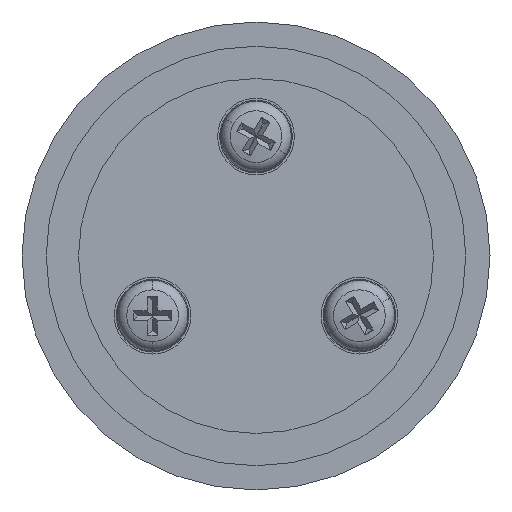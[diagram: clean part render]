
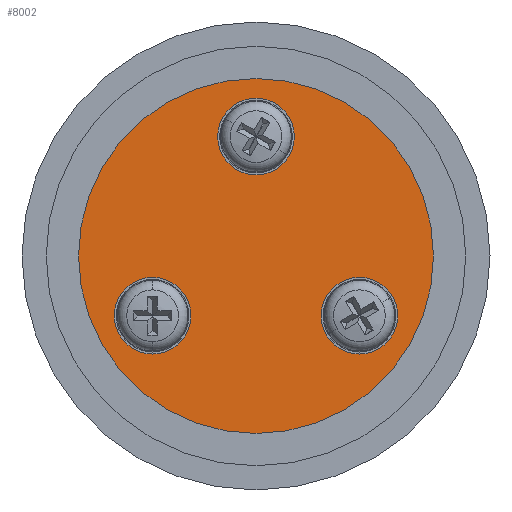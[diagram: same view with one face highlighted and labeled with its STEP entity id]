
A CAD part, left-side view. The second image highlights one B-rep face of the part: STEP entity #8002.
In plain terms, the highlighted free-form (B-spline) face has degree [1, 1] with [2, 2] control points.
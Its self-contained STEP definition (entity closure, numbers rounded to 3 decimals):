
#7228=CARTESIAN_POINT('',(25.0,29.0,58.));
#7229=VERTEX_POINT('',#7228);
#7245=CARTESIAN_POINT('',(25.0,29.0,14.));
#7246=VERTEX_POINT('',#7245);
#7253=CARTESIAN_POINT('',(25.0,29.0,36.));
#7254=DIRECTION('',(1.0,0.0,0.0));
#7255=DIRECTION('',(0.0,0.0,1.0));
#7256=AXIS2_PLACEMENT_3D('',#7253,#7254,#7255);
#7257=CIRCLE('',#7256,22.);
#7258=EDGE_CURVE('',#7246,#7229,#7257,.T.);
#7344=CARTESIAN_POINT('',(25.0,45.931,26.225));
#7345=VERTEX_POINT('',#7344);
#7361=CARTESIAN_POINT('',(25.0,37.704,30.975));
#7362=VERTEX_POINT('',#7361);
#7369=CARTESIAN_POINT('',(25.0,41.817,28.6));
#7370=DIRECTION('',(-1.,0.0,0.0));
#7371=DIRECTION('',(0.0,0.866,-0.5));
#7372=AXIS2_PLACEMENT_3D('',#7369,#7370,#7371);
#7373=CIRCLE('',#7372,4.75);
#7374=EDGE_CURVE('',#7362,#7345,#7373,.T.);
#7407=CARTESIAN_POINT('',(25.0,12.069,26.225));
#7408=VERTEX_POINT('',#7407);
#7424=CARTESIAN_POINT('',(25.0,20.296,30.975));
#7425=VERTEX_POINT('',#7424);
#7432=CARTESIAN_POINT('',(25.0,16.183,28.6));
#7433=DIRECTION('',(-1.0,0.0,0.0));
#7434=DIRECTION('',(0.0,-0.866,-0.5));
#7435=AXIS2_PLACEMENT_3D('',#7432,#7433,#7434);
#7436=CIRCLE('',#7435,4.75);
#7437=EDGE_CURVE('',#7425,#7408,#7436,.T.);
#7470=CARTESIAN_POINT('',(25.0,29.0,55.55));
#7471=VERTEX_POINT('',#7470);
#7487=CARTESIAN_POINT('',(25.0,29.0,46.05));
#7488=VERTEX_POINT('',#7487);
#7495=CARTESIAN_POINT('',(25.0,29.0,50.8));
#7496=DIRECTION('',(-1.0,0.0,0.0));
#7497=DIRECTION('',(0.0,0.0,1.0));
#7498=AXIS2_PLACEMENT_3D('',#7495,#7496,#7497);
#7499=CIRCLE('',#7498,4.75);
#7500=EDGE_CURVE('',#7488,#7471,#7499,.T.);
#7532=CARTESIAN_POINT('',(25.0,29.0,50.8));
#7533=DIRECTION('',(-1.0,0.0,0.0));
#7534=DIRECTION('',(0.0,0.0,1.0));
#7535=AXIS2_PLACEMENT_3D('',#7532,#7533,#7534);
#7536=CIRCLE('',#7535,4.75);
#7537=EDGE_CURVE('',#7471,#7488,#7536,.T.);
#7577=CARTESIAN_POINT('',(25.0,16.183,28.6));
#7578=DIRECTION('',(-1.0,0.0,0.0));
#7579=DIRECTION('',(0.0,-0.866,-0.5));
#7580=AXIS2_PLACEMENT_3D('',#7577,#7578,#7579);
#7581=CIRCLE('',#7580,4.75);
#7582=EDGE_CURVE('',#7408,#7425,#7581,.T.);
#7622=CARTESIAN_POINT('',(25.0,41.817,28.6));
#7623=DIRECTION('',(-1.,0.0,0.0));
#7624=DIRECTION('',(0.0,0.866,-0.5));
#7625=AXIS2_PLACEMENT_3D('',#7622,#7623,#7624);
#7626=CIRCLE('',#7625,4.75);
#7627=EDGE_CURVE('',#7345,#7362,#7626,.T.);
#7732=CARTESIAN_POINT('',(25.0,29.0,36.));
#7733=DIRECTION('',(1.0,0.0,0.0));
#7734=DIRECTION('',(0.0,0.0,1.0));
#7735=AXIS2_PLACEMENT_3D('',#7732,#7733,#7734);
#7736=CIRCLE('',#7735,22.);
#7737=EDGE_CURVE('',#7229,#7246,#7736,.T.);
#7981=CARTESIAN_POINT('',(25.0,51.,58.));
#7982=CARTESIAN_POINT('',(25.0,7.,58.));
#7983=CARTESIAN_POINT('',(25.0,51.,14.));
#7984=CARTESIAN_POINT('',(25.0,7.,14.));
#7985=B_SPLINE_SURFACE_WITH_KNOTS('',1,1,((#7981,#7983),(#7982,#7984)),.UNSPECIFIED.,.F.,.F.,.U.,(2,2),(2,2),(0.0,44.),(0.0,44.),.UNSPECIFIED.);
#7986=ORIENTED_EDGE('',*,*,#7737,.F.);
#7987=ORIENTED_EDGE('',*,*,#7258,.F.);
#7988=EDGE_LOOP('',(#7986,#7987));
#7989=FACE_OUTER_BOUND('',#7988,.T.);
#7990=ORIENTED_EDGE('',*,*,#7627,.F.);
#7991=ORIENTED_EDGE('',*,*,#7374,.F.);
#7992=EDGE_LOOP('',(#7990,#7991));
#7993=FACE_BOUND('',#7992,.T.);
#7994=ORIENTED_EDGE('',*,*,#7582,.F.);
#7995=ORIENTED_EDGE('',*,*,#7437,.F.);
#7996=EDGE_LOOP('',(#7994,#7995));
#7997=FACE_BOUND('',#7996,.T.);
#7998=ORIENTED_EDGE('',*,*,#7537,.F.);
#7999=ORIENTED_EDGE('',*,*,#7500,.F.);
#8000=EDGE_LOOP('',(#7998,#7999));
#8001=FACE_BOUND('',#8000,.T.);
#8002=ADVANCED_FACE('',(#7989,#7993,#7997,#8001),#7985,.F.);
